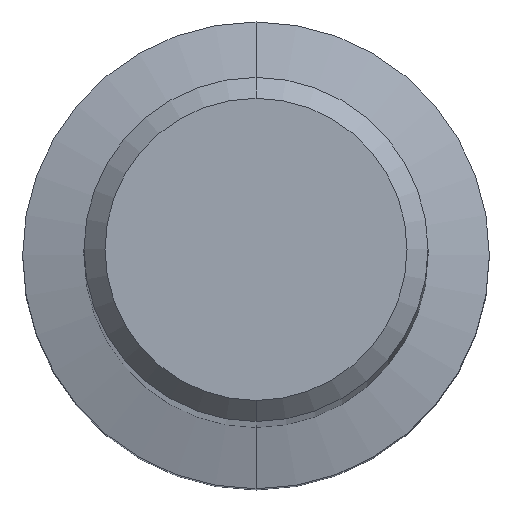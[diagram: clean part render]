
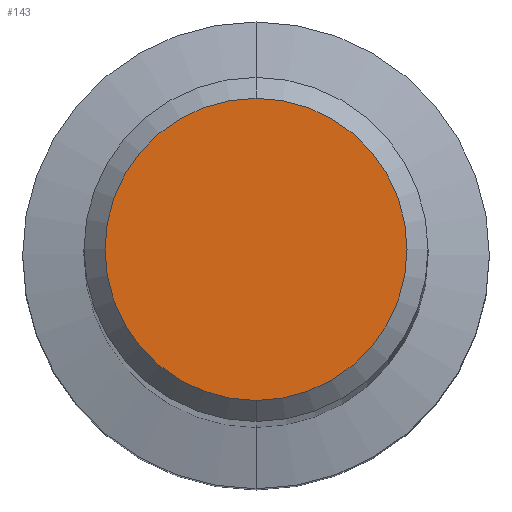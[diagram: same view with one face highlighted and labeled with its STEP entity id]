
A CAD part, top view. The second image highlights one B-rep face of the part: STEP entity #143.
In plain terms, the highlighted planar face has unit normal (0, 0, 1).
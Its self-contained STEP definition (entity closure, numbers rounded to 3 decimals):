
#143=ADVANCED_FACE('',(#345),#346,.T.);
#171=VERTEX_POINT('',#377);
#189=VERTEX_POINT('',#399);
#281=EDGE_CURVE('',#189,#171,#503,.T.);
#293=EDGE_CURVE('',#171,#189,#515,.T.);
#345=FACE_OUTER_BOUND('',#569,.T.);
#346=PLANE('',#570);
#377=CARTESIAN_POINT('',(0.,-3.6,0.0));
#399=CARTESIAN_POINT('',(0.0,3.6,0.0));
#503=CIRCLE('',#769,3.6);
#515=CIRCLE('',#785,3.6);
#569=EDGE_LOOP('',(#831,#832));
#570=AXIS2_PLACEMENT_3D('',#833,#834,#835);
#769=AXIS2_PLACEMENT_3D('',#1042,#1043,#1044);
#785=AXIS2_PLACEMENT_3D('',#1048,#1049,#1050);
#831=ORIENTED_EDGE('',*,*,#281,.F.);
#832=ORIENTED_EDGE('',*,*,#293,.F.);
#833=CARTESIAN_POINT('',(0.0,1.8,0.0));
#834=DIRECTION('',(-0.0,0.0,1.0));
#835=DIRECTION('',(0.0,-1.0,0.0));
#1042=CARTESIAN_POINT('',(0.0,0.0,0.0));
#1043=DIRECTION('',(0.0,0.0,-1.0));
#1044=DIRECTION('',(0.0,1.0,0.0));
#1048=CARTESIAN_POINT('',(0.0,0.0,0.0));
#1049=DIRECTION('',(0.0,0.0,-1.0));
#1050=DIRECTION('',(0.0,1.0,0.0));
